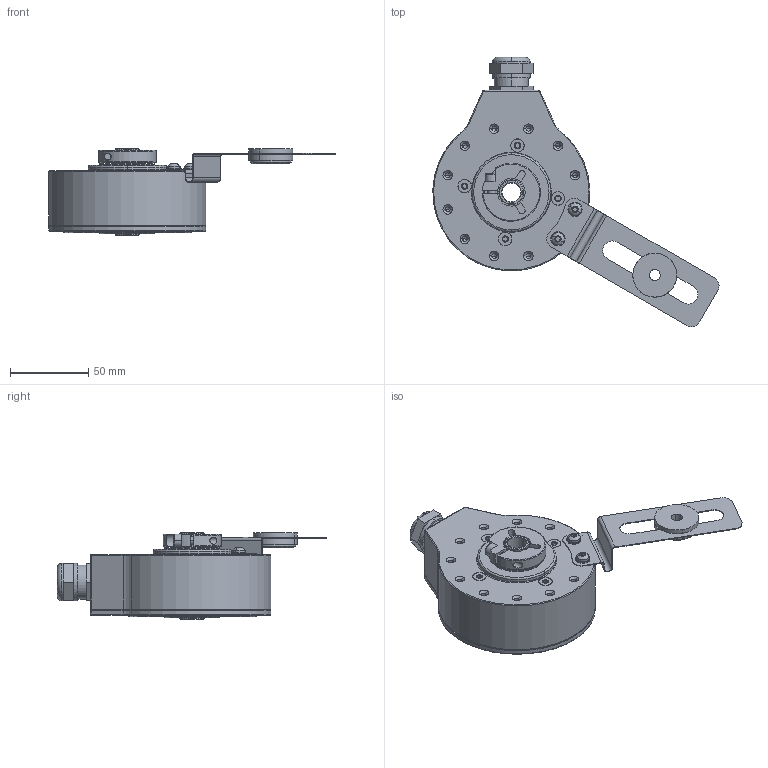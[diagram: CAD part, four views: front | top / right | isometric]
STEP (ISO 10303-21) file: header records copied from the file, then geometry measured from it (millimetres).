
FILE_DESCRIPTION((''),'2;1');
FILE_NAME('820657-01','2013-07-12T',('se2562'),(''),'PRO/ENGINEER BY PARAMETRIC TECHNOLOGY CORPORATION, 2011410','PRO/ENGINEER BY PARAMETRIC TECHNOLOGY CORPORATION, 2011410','');
FILE_SCHEMA(('CONFIG_CONTROL_DESIGN'));
Length unit declared in the file: millimetre
Products named in the file (1): 820657-01
Bounding box: 182.32 x 171.59 x 55.2 mm (x, y, z)
Volume: 217656.5 mm3; surface area: 93977.5 mm2
Topology: 23 solids, 38 shells, 1115 faces, 2751 edges, 1627 vertices
Faces by surface type: cylinder 488, plane 243, cone 225, torus 94, sphere 64, bspline 1
Entity records: 36574 total; most frequent: CARTESIAN_POINT 10358, DIRECTION 5911, ORIENTED_EDGE 5210, EDGE_CURVE 2605, AXIS2_PLACEMENT_3D 2478, VERTEX_POINT 1627, CIRCLE 1364, EDGE_LOOP 1238
